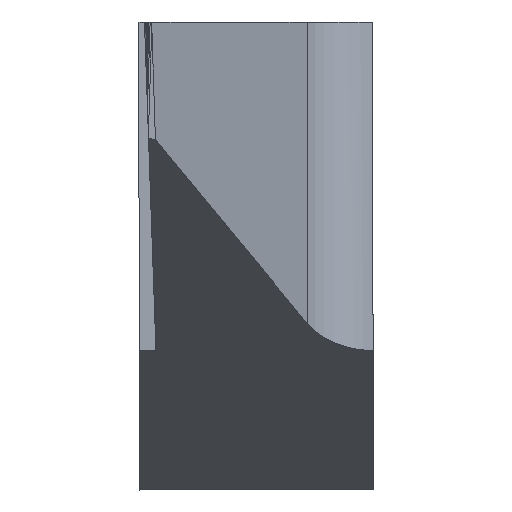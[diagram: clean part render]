
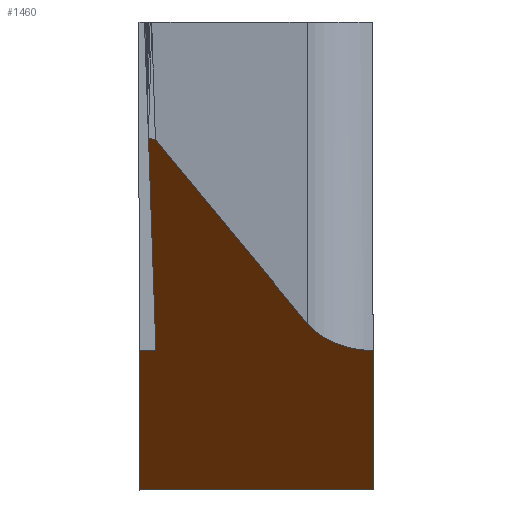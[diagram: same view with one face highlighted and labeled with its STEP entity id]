
A CAD part, front view. The second image highlights one B-rep face of the part: STEP entity #1460.
In plain terms, the highlighted planar face has unit normal (0, -0.574, -0.819).
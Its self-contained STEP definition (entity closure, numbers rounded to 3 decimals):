
#144=CARTESIAN_POINT('',(0.,6.554,-6.));
#145=VERTEX_POINT('',#144);
#156=CARTESIAN_POINT('',(0.,4.,-4.212));
#157=DIRECTION('',(0.,0.819,-0.574));
#158=VECTOR('',#157,3.118);
#159=LINE('',#156,#158);
#160=CARTESIAN_POINT('',(0.,4.,-4.212));
#161=VERTEX_POINT('',#160);
#162=EDGE_CURVE('',#161,#145,#159,.T.);
#254=CARTESIAN_POINT('',(0.217,4.,-4.212));
#255=DIRECTION('',(-1.,0.,0.));
#256=VECTOR('',#255,0.217);
#257=LINE('',#254,#256);
#258=CARTESIAN_POINT('',(0.217,4.,-4.212));
#259=VERTEX_POINT('',#258);
#260=EDGE_CURVE('',#259,#161,#257,.T.);
#356=CARTESIAN_POINT('',(0.122,0.123,-1.497));
#357=VERTEX_POINT('',#356);
#368=CARTESIAN_POINT('',(0.217,4.,-4.212));
#369=DIRECTION('',(-0.02,-0.819,0.573));
#370=VECTOR('',#369,4.733);
#371=LINE('',#368,#370);
#372=EDGE_CURVE('',#259,#357,#371,.T.);
#516=CARTESIAN_POINT('',(2.155,3.5,-3.862));
#517=VERTEX_POINT('',#516);
#528=CARTESIAN_POINT('',(0.21,0.131,-1.503));
#529=DIRECTION('',(0.428,0.741,-0.519));
#530=VECTOR('',#529,4.549);
#531=LINE('',#528,#530);
#532=CARTESIAN_POINT('',(0.21,0.131,-1.503));
#533=VERTEX_POINT('',#532);
#534=EDGE_CURVE('',#533,#517,#531,.T.);
#708=CARTESIAN_POINT('',(3.,4.,-4.212));
#709=VERTEX_POINT('',#708);
#720=CARTESIAN_POINT('',(2.155,3.5,-3.862));
#721=CARTESIAN_POINT('',(2.334,3.81,-4.079));
#722=CARTESIAN_POINT('',(2.642,3.992,-4.206));
#723=CARTESIAN_POINT('',(3.,4.,-4.212));
#724=(BOUNDED_CURVE()B_SPLINE_CURVE(3,(#720,#721,#722,#723),.UNSPECIFIED.,.F.,.F.)B_SPLINE_CURVE_WITH_KNOTS((4,4),(0.,1.),.UNSPECIFIED.)CURVE()GEOMETRIC_REPRESENTATION_ITEM()RATIONAL_B_SPLINE_CURVE((1.,0.914,0.914,1.))REPRESENTATION_ITEM(''));
#725=EDGE_CURVE('',#517,#709,#724,.T.);
#797=CARTESIAN_POINT('',(0.122,0.123,-1.497));
#798=DIRECTION('',(0.994,0.09,-0.063));
#799=VECTOR('',#798,0.088);
#800=LINE('',#797,#799);
#801=EDGE_CURVE('',#357,#533,#800,.T.);
#1369=CARTESIAN_POINT('',(1.1,2.782,-3.359));
#1370=DIRECTION('',(0.,0.574,0.819));
#1371=DIRECTION('',(0.,-0.47,0.329));
#1372=AXIS2_PLACEMENT_3D('',#1369,#1370,#1371);
#1373=PLANE('',#1372);
#1374=ORIENTED_EDGE('Edge 1199',*,*,#372,.F.);
#1383=ORIENTED_EDGE('Edge 257',*,*,#801,.F.);
#1392=ORIENTED_EDGE('Edge 1262',*,*,#534,.F.);
#1401=ORIENTED_EDGE('Edge 267',*,*,#725,.F.);
#1410=CARTESIAN_POINT('',(3.,4.,-4.212));
#1411=DIRECTION('',(0.,0.819,-0.574));
#1412=VECTOR('',#1411,3.118);
#1413=LINE('',#1410,#1412);
#1414=CARTESIAN_POINT('',(3.,6.554,-6.));
#1415=VERTEX_POINT('',#1414);
#1416=EDGE_CURVE('',#709,#1415,#1413,.T.);
#1417=ORIENTED_EDGE('Edge 71',*,*,#1416,.F.);
#1426=CARTESIAN_POINT('',(0.,6.554,-6.));
#1427=DIRECTION('',(1.,0.,0.));
#1428=VECTOR('',#1427,3.);
#1429=LINE('',#1426,#1428);
#1430=EDGE_CURVE('',#145,#1415,#1429,.T.);
#1431=ORIENTED_EDGE('Edge 180',*,*,#1430,.T.);
#1440=ORIENTED_EDGE('Edge 118',*,*,#162,.T.);
#1449=ORIENTED_EDGE('Edge 1158',*,*,#260,.T.);
#1458=EDGE_LOOP('',(#1449,#1440,#1431,#1417,#1401,#1392,#1383,#1374));
#1459=FACE_OUTER_BOUND('Loop 288',#1458,.T.);
#1460=ADVANCED_FACE('Face 289',(#1459),#1373,.F.);
